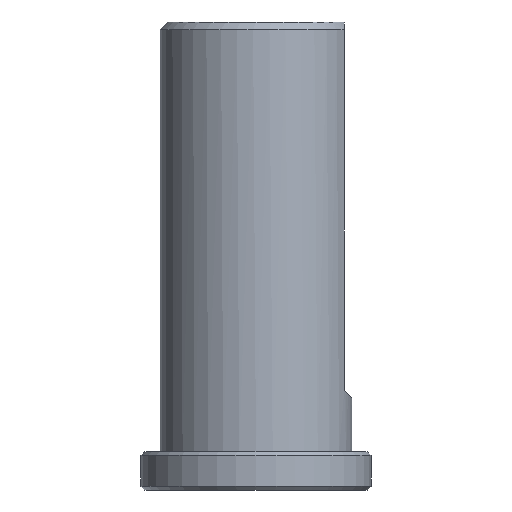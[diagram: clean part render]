
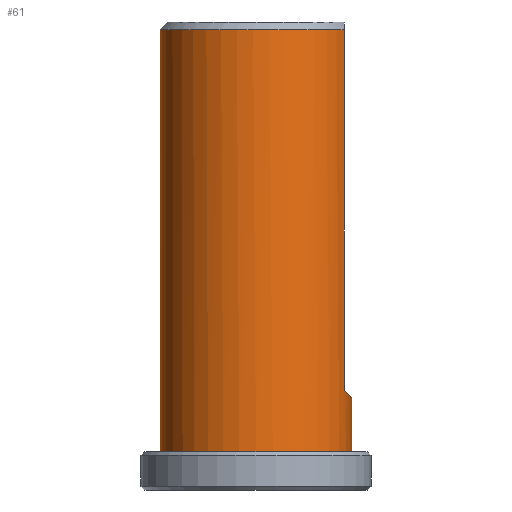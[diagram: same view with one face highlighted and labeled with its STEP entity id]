
A CAD part, left-side view. The second image highlights one B-rep face of the part: STEP entity #61.
In plain terms, the highlighted cylindrical face has radius 12.5 mm (diameter 25 mm), a full revolution.
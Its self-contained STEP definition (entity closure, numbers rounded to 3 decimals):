
#40=ELLIPSE('',#240,17.678,12.5);
#41=LINE('',#340,#44);
#42=LINE('',#345,#45);
#44=VECTOR('',#286,1.);
#45=VECTOR('',#289,1.);
#48=CYLINDRICAL_SURFACE('',#241,12.5);
#61=ADVANCED_FACE('',(#85,#86),#48,.T.);
#85=FACE_BOUND('',#105,.T.);
#86=FACE_BOUND('',#106,.T.);
#105=EDGE_LOOP('',(#128,#129,#130,#131));
#106=EDGE_LOOP('',(#132));
#128=ORIENTED_EDGE('',*,*,#172,.T.);
#129=ORIENTED_EDGE('',*,*,#173,.T.);
#130=ORIENTED_EDGE('',*,*,#174,.T.);
#131=ORIENTED_EDGE('',*,*,#175,.T.);
#132=ORIENTED_EDGE('',*,*,#171,.T.);
#157=VERTEX_POINT('',#338);
#158=VERTEX_POINT('',#341);
#159=VERTEX_POINT('',#342);
#160=VERTEX_POINT('',#344);
#161=VERTEX_POINT('',#346);
#171=EDGE_CURVE('',#157,#157,#188,.T.);
#172=EDGE_CURVE('',#158,#159,#41,.T.);
#173=EDGE_CURVE('',#159,#160,#189,.T.);
#174=EDGE_CURVE('',#160,#161,#42,.T.);
#175=EDGE_CURVE('',#161,#158,#40,.T.);
#188=CIRCLE('',#237,12.5);
#189=CIRCLE('',#239,12.5);
#237=AXIS2_PLACEMENT_3D('',#337,#282,#283);
#239=AXIS2_PLACEMENT_3D('',#343,#287,#288);
#240=AXIS2_PLACEMENT_3D('',#347,#290,#291);
#241=AXIS2_PLACEMENT_3D('',#348,#292,#293);
#282=DIRECTION('',(0.,0.,1.));
#283=DIRECTION('',(0.,1.,0.));
#286=DIRECTION('',(0.,0.,1.));
#287=DIRECTION('',(0.,0.,-1.));
#288=DIRECTION('',(0.,-1.,0.));
#289=DIRECTION('',(0.,0.,-1.));
#290=DIRECTION('',(0.,0.707,-0.707));
#291=DIRECTION('',(0.,0.707,0.707));
#292=DIRECTION('',(0.,0.,1.));
#293=DIRECTION('',(0.,1.,0.));
#337=CARTESIAN_POINT('',(0.,0.,0.));
#338=CARTESIAN_POINT('',(0.,12.5,0.));
#340=CARTESIAN_POINT('',(-4.899,-11.5,56.));
#341=CARTESIAN_POINT('',(-4.899,-11.5,8.));
#342=CARTESIAN_POINT('',(-4.899,-11.5,55.));
#343=CARTESIAN_POINT('',(0.,0.,55.));
#344=CARTESIAN_POINT('',(4.899,-11.5,55.));
#345=CARTESIAN_POINT('',(4.899,-11.5,56.));
#346=CARTESIAN_POINT('',(4.899,-11.5,8.));
#347=CARTESIAN_POINT('',(0.,0.,19.5));
#348=CARTESIAN_POINT('',(0.,0.,56.));
